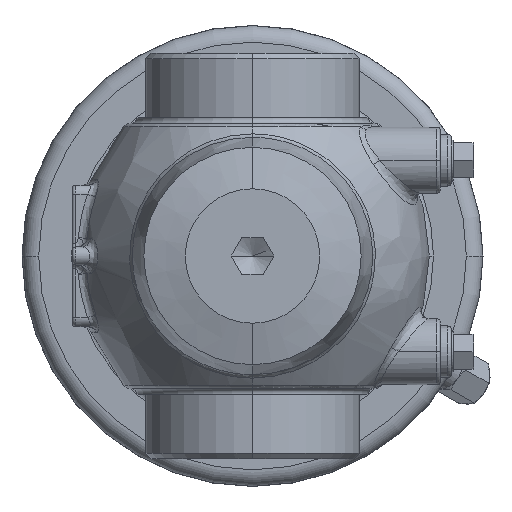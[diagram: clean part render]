
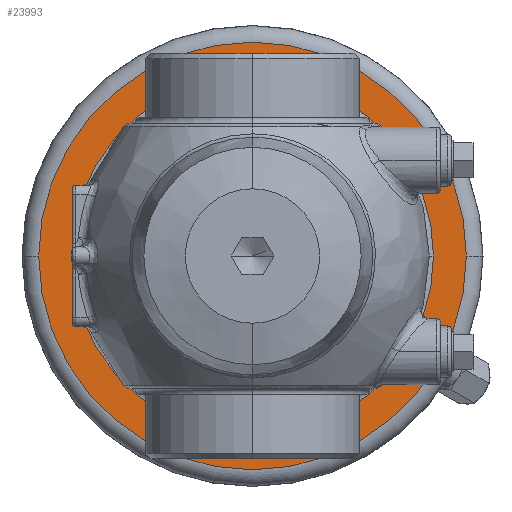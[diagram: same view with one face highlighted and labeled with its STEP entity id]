
A CAD part, left-side view. The second image highlights one B-rep face of the part: STEP entity #23993.
In plain terms, the highlighted planar face has unit normal (-1, 0, 0).
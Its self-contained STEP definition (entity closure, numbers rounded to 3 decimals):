
#1664=CARTESIAN_POINT('',(-2.5,0.,0.));
#1665=DIRECTION('',(1.,0.,0.));
#1666=DIRECTION('',(0.,1.,0.));
#1667=AXIS2_PLACEMENT_3D('',#1664,#1665,#1666);
#1669=CARTESIAN_POINT('',(-2.5,0.,0.));
#1670=DIRECTION('',(-1.,0.,0.));
#1671=DIRECTION('',(0.,1.,0.));
#1672=AXIS2_PLACEMENT_3D('',#1669,#1670,#1671);
#1684=CARTESIAN_POINT('',(-2.5,0.,0.));
#1685=DIRECTION('',(-1.,0.,0.));
#1686=DIRECTION('',(0.,1.,0.));
#1687=AXIS2_PLACEMENT_3D('',#1684,#1685,#1686);
#1689=CARTESIAN_POINT('',(-2.5,0.,0.));
#1690=DIRECTION('',(1.,0.,0.));
#1691=DIRECTION('',(0.,1.,0.));
#1692=AXIS2_PLACEMENT_3D('',#1689,#1690,#1691);
#18968=CARTESIAN_POINT('',(-2.5,58.05,0.));
#18970=VERTEX_POINT('',#18968);
#18971=CARTESIAN_POINT('',(-2.5,49.137,0.));
#18973=VERTEX_POINT('',#18971);
#19000=CARTESIAN_POINT('',(-2.5,-58.05,0.));
#19002=VERTEX_POINT('',#19000);
#19003=CARTESIAN_POINT('',(-2.5,-49.137,0.));
#19005=VERTEX_POINT('',#19003);
#23978=CARTESIAN_POINT('',(-2.5,0.,0.));
#23979=DIRECTION('',(1.,0.,0.));
#23980=DIRECTION('',(0.,-1.,0.));
#23981=AXIS2_PLACEMENT_3D('',#23978,#23979,#23980);
#23982=PLANE('',#23981);
#23983=ORIENTED_EDGE('',*,*,#23960,.T.);
#23984=ORIENTED_EDGE('',*,*,#23971,.F.);
#23985=EDGE_LOOP('',(#23983,#23984));
#23986=FACE_OUTER_BOUND('',#23985,.F.);
#23988=ORIENTED_EDGE('',*,*,#23987,.T.);
#23990=ORIENTED_EDGE('',*,*,#23989,.F.);
#23991=EDGE_LOOP('',(#23988,#23990));
#23992=FACE_BOUND('',#23991,.F.);
#23993=ADVANCED_FACE('',(#23986,#23992),#23982,.F.);
#1668=CIRCLE('',#1667,58.05);
#1673=CIRCLE('',#1672,58.05);
#1688=CIRCLE('',#1687,49.137);
#1693=CIRCLE('',#1692,49.137);
#23960=EDGE_CURVE('',#18970,#19002,#1668,.T.);
#23971=EDGE_CURVE('',#18970,#19002,#1673,.T.);
#23987=EDGE_CURVE('',#18973,#19005,#1688,.T.);
#23989=EDGE_CURVE('',#18973,#19005,#1693,.T.);
